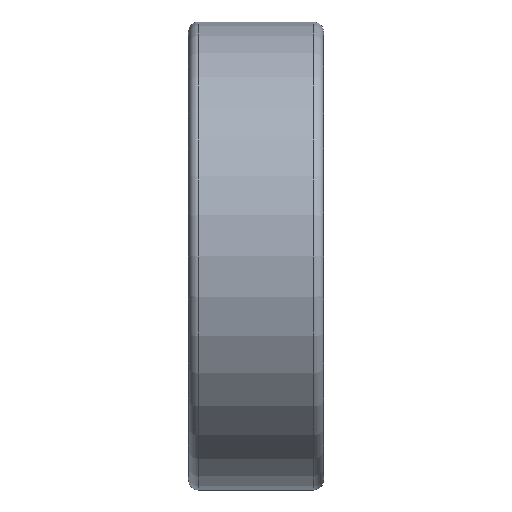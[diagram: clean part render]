
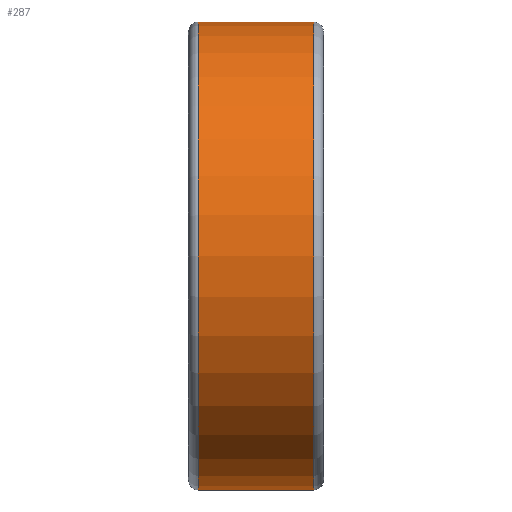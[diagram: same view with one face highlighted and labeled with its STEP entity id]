
A CAD part, front view. The second image highlights one B-rep face of the part: STEP entity #287.
In plain terms, the highlighted cylindrical face has radius 26 mm (diameter 52 mm), a full revolution.
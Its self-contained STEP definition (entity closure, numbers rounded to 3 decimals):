
#287 = ADVANCED_FACE( '', ( #442, #443 ), #444, .T. );
#442 = FACE_OUTER_BOUND( '', #541, .T. );
#443 = FACE_OUTER_BOUND( '', #542, .T. );
#444 = CYLINDRICAL_SURFACE( '', #543, 26. );
#541 = EDGE_LOOP( '', ( #646 ) );
#542 = EDGE_LOOP( '', ( #647 ) );
#543 = AXIS2_PLACEMENT_3D( '', #648, #649, #650 );
#646 = ORIENTED_EDGE( '', *, *, #743, .T. );
#647 = ORIENTED_EDGE( '', *, *, #744, .F. );
#648 = CARTESIAN_POINT( '', ( 50., 0., 0. ) );
#649 = DIRECTION( '', ( -1., 0., 0. ) );
#650 = DIRECTION( '', ( 0., 0., -1. ) );
#743 = EDGE_CURVE( '', #800, #800, #801, .T. );
#744 = EDGE_CURVE( '', #802, #802, #803, .T. );
#800 = VERTEX_POINT( '', #861 );
#801 = CIRCLE( '', #862, 26. );
#802 = VERTEX_POINT( '', #863 );
#803 = CIRCLE( '', #864, 26. );
#861 = CARTESIAN_POINT( '', ( 1.1, 0., -26. ) );
#862 = AXIS2_PLACEMENT_3D( '', #926, #927, #928 );
#863 = CARTESIAN_POINT( '', ( 13.9, 0., -26. ) );
#864 = AXIS2_PLACEMENT_3D( '', #929, #930, #931 );
#926 = CARTESIAN_POINT( '', ( 1.1, 0., 0. ) );
#927 = DIRECTION( '', ( 1., 0., 0. ) );
#928 = DIRECTION( '', ( 0., 0., -1. ) );
#929 = CARTESIAN_POINT( '', ( 13.9, 0., 0. ) );
#930 = DIRECTION( '', ( 1., 0., 0. ) );
#931 = DIRECTION( '', ( 0., 0., -1. ) );
